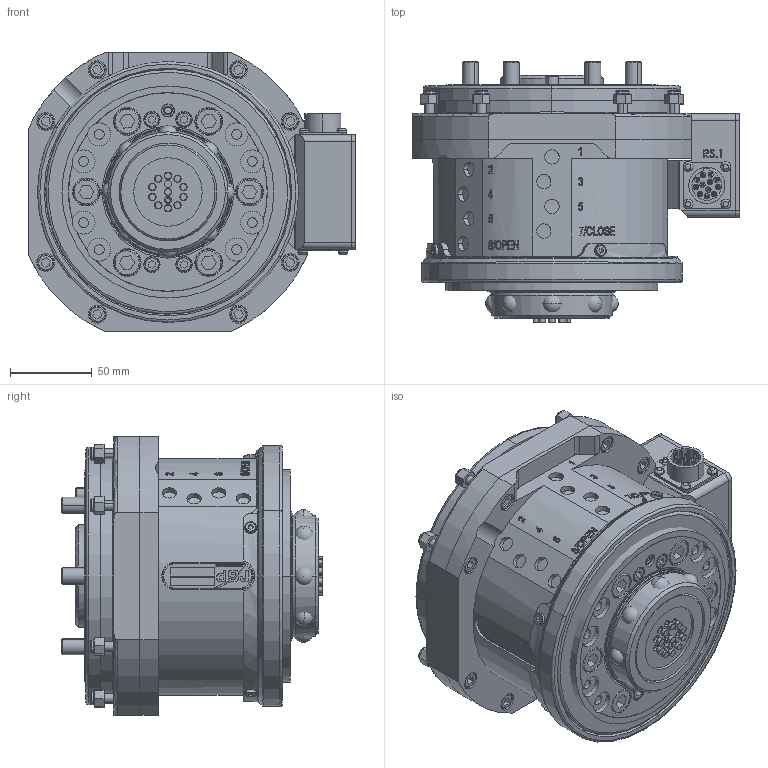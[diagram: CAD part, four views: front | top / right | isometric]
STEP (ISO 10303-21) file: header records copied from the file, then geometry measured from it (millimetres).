
FILE_DESCRIPTION (( 'STEP AP203' ), '1' );
FILE_NAME ('P1915.STEP', '2020-01-30T08:30:17', ( '' ), ( '' ), 'SwSTEP 2.0', 'SolidWorks 2017', '' );
FILE_SCHEMA (( 'CONFIG_CONTROL_DESIGN' ));
Length unit declared in the file: millimetre
Products named in the file (1): P1915
Bounding box: 200.5 x 159.7 x 171 mm (x, y, z)
Volume: 3070114.9 mm3; surface area: 467079.9 mm2
Topology: 91 solids, 93 shells, 2461 faces, 5825 edges, 3748 vertices
Faces by surface type: plane 909, cylinder 878, bspline 285, cone 207, torus 162, sphere 20
Entity records: 102287 total; most frequent: CARTESIAN_POINT 45927, ORIENTED_EDGE 11530, DIRECTION 11513, EDGE_CURVE 5765, AXIS2_PLACEMENT_3D 4421, VERTEX_POINT 3724, EDGE_LOOP 2895, LINE 2671
